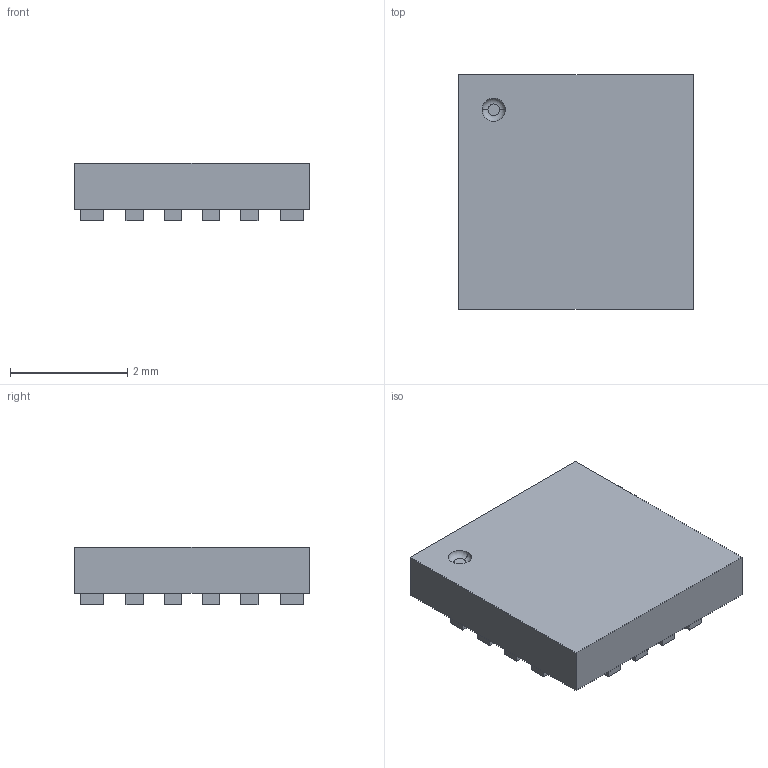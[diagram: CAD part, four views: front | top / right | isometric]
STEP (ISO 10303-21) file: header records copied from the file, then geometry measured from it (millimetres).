
FILE_DESCRIPTION (( 'STEP AP214' ), '1' );
FILE_NAME ('User Library-LGA-16.STEP', '2018-08-07T07:44:48', ( '' ), ( '' ), 'SwSTEP 2.0', 'SolidWorks 2018', '' );
FILE_SCHEMA (( 'AUTOMOTIVE_DESIGN' ));
Length unit declared in the file: millimetre
Products named in the file (1): User Library-LGA-16
Bounding box: 4 x 4 x 0.98 mm (x, y, z)
Volume: 12.9 mm3; surface area: 49.1 mm2
Topology: 1 solids, 1 shells, 89 faces, 210 edges, 140 vertices
Faces by surface type: plane 87, torus 2
Entity records: 3523 total; most frequent: CARTESIAN_POINT 440, ORIENTED_EDGE 420, DIRECTION 396, EDGE_CURVE 210, VECTOR 204, LINE 204, VERTEX_POINT 140, EDGE_LOOP 106
